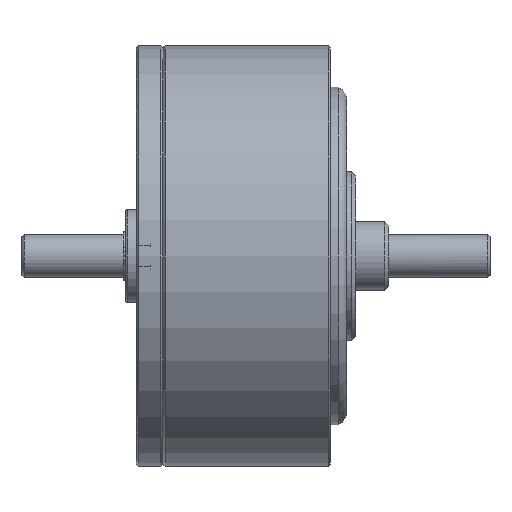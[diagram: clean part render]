
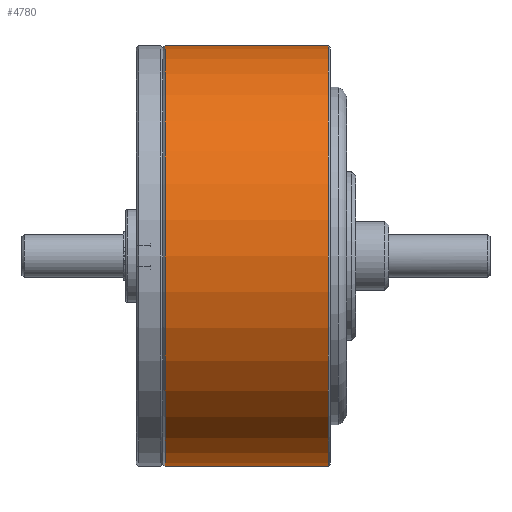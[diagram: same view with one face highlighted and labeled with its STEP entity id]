
A CAD part, front view. The second image highlights one B-rep face of the part: STEP entity #4780.
In plain terms, the highlighted cylindrical face has radius 78.994 mm (diameter 157.988 mm), a partial arc.
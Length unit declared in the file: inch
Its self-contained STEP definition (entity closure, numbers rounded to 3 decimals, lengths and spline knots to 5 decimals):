
#251 = AXIS2_PLACEMENT_3D ( 'NONE', #3890, #8531, #4557 ) ;
#307 = CARTESIAN_POINT ( 'NONE',  ( 2.867, 0., 0. ) ) ;
#701 = CARTESIAN_POINT ( 'NONE',  ( 0.422, 0., -3.11 ) ) ;
#970 = DIRECTION ( 'NONE',  ( 0., 0., -1. ) ) ;
#997 = CIRCLE ( 'NONE', #6726, 3.11 ) ;
#1057 = CARTESIAN_POINT ( 'NONE',  ( 0.422, 0., 0. ) ) ;
#1516 = ORIENTED_EDGE ( 'NONE', *, *, #8214, .F. ) ;
#1609 = CARTESIAN_POINT ( 'NONE',  ( 2.837, 0., 3.11 ) ) ;
#1728 = DIRECTION ( 'NONE',  ( 0., 0., -1. ) ) ;
#2307 = DIRECTION ( 'NONE',  ( 1., 0., 0. ) ) ;
#2616 = CARTESIAN_POINT ( 'NONE',  ( 2.867, 0., -3.11 ) ) ;
#2679 = ORIENTED_EDGE ( 'NONE', *, *, #8617, .F. ) ;
#3078 = DIRECTION ( 'NONE',  ( 1., 0., 0. ) ) ;
#3084 = VECTOR ( 'NONE', #3078, 39.37008 ) ;
#3890 = CARTESIAN_POINT ( 'NONE',  ( 2.837, 0., 0. ) ) ;
#3940 = CARTESIAN_POINT ( 'NONE',  ( 2.867, 0., 3.11 ) ) ;
#4281 = CARTESIAN_POINT ( 'NONE',  ( 2.837, 0., -3.11 ) ) ;
#4557 = DIRECTION ( 'NONE',  ( 0., 0., -1. ) ) ;
#4666 = LINE ( 'NONE', #2616, #6443 ) ;
#4780 = ADVANCED_FACE ( 'NONE', ( #8068 ), #7261, .T. ) ;
#5706 = ORIENTED_EDGE ( 'NONE', *, *, #8541, .T. ) ;
#5730 = DIRECTION ( 'NONE',  ( 1., 0., 0. ) ) ;
#5935 = VERTEX_POINT ( 'NONE', #701 ) ;
#6101 = VERTEX_POINT ( 'NONE', #8217 ) ;
#6125 = CIRCLE ( 'NONE', #251, 3.11 ) ;
#6131 = VERTEX_POINT ( 'NONE', #4281 ) ;
#6138 = VERTEX_POINT ( 'NONE', #1609 ) ;
#6443 = VECTOR ( 'NONE', #7914, 39.37008 ) ;
#6726 = AXIS2_PLACEMENT_3D ( 'NONE', #1057, #5730, #1728 ) ;
#6870 = LINE ( 'NONE', #3940, #3084 ) ;
#7261 = CYLINDRICAL_SURFACE ( 'NONE', #7372, 3.11 ) ;
#7372 = AXIS2_PLACEMENT_3D ( 'NONE', #307, #2307, #970 ) ;
#7583 = EDGE_LOOP ( 'NONE', ( #1516, #5706, #8039, #2679 ) ) ;
#7914 = DIRECTION ( 'NONE',  ( 1., 0., 0. ) ) ;
#8039 = ORIENTED_EDGE ( 'NONE', *, *, #8225, .T. ) ;
#8068 = FACE_OUTER_BOUND ( 'NONE', #7583, .T. ) ;
#8214 = EDGE_CURVE ( 'NONE', #6101, #6138, #6870, .T. ) ;
#8217 = CARTESIAN_POINT ( 'NONE',  ( 0.422, 0., 3.11 ) ) ;
#8225 = EDGE_CURVE ( 'NONE', #5935, #6131, #4666, .T. ) ;
#8531 = DIRECTION ( 'NONE',  ( 1., 0., 0. ) ) ;
#8541 = EDGE_CURVE ( 'NONE', #6101, #5935, #997, .T. ) ;
#8617 = EDGE_CURVE ( 'NONE', #6138, #6131, #6125, .T. ) ;
